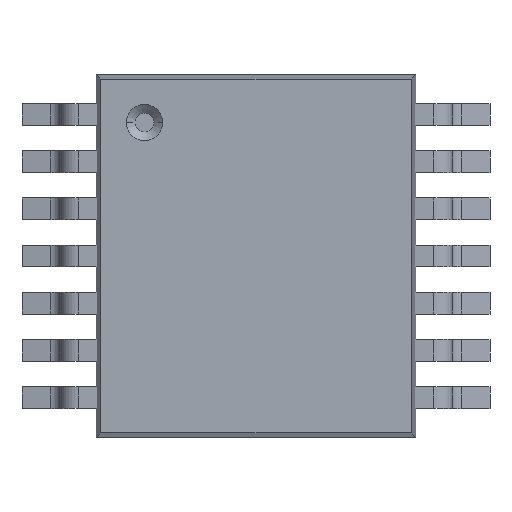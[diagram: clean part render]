
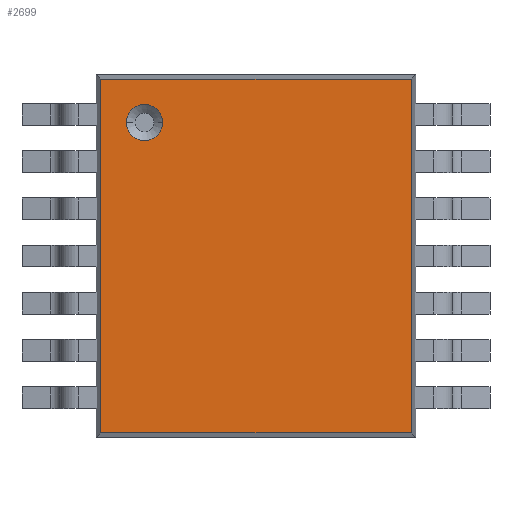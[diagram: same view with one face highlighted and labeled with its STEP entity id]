
A CAD part, top view. The second image highlights one B-rep face of the part: STEP entity #2699.
In plain terms, the highlighted planar face has unit normal (0, 0, 1).
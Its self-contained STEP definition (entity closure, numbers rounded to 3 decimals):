
#2270 = VERTEX_POINT ( 'NONE', #4863 ) ;
#2317 = EDGE_LOOP ( 'NONE', ( #2695, #2318, #2751, #2647 ) ) ;
#2318 = ORIENTED_EDGE ( 'NONE', *, *, #2714, .F. ) ;
#2321 = EDGE_CURVE ( 'NONE', #2270, #2349, #4989, .T. ) ;
#2349 = VERTEX_POINT ( 'NONE', #4966 ) ;
#2646 = VERTEX_POINT ( 'NONE', #5237 ) ;
#2647 = ORIENTED_EDGE ( 'NONE', *, *, #2648, .T. ) ;
#2648 = EDGE_CURVE ( 'NONE', #2708, #2646, #5128, .T. ) ;
#2649 = EDGE_CURVE ( 'NONE', #2646, #2689, #5479, .T. ) ;
#2651 = ORIENTED_EDGE ( 'NONE', *, *, #2321, .F. ) ;
#2689 = VERTEX_POINT ( 'NONE', #5748 ) ;
#2695 = ORIENTED_EDGE ( 'NONE', *, *, #2649, .T. ) ;
#2696 = EDGE_LOOP ( 'NONE', ( #2716, #2651 ) ) ;
#2699 = ADVANCED_FACE ( 'NONE', ( #5753, #5752 ), #5729, .F. ) ;
#2708 = VERTEX_POINT ( 'NONE', #5692 ) ;
#2714 = EDGE_CURVE ( 'NONE', #2718, #2689, #5737, .T. ) ;
#2716 = ORIENTED_EDGE ( 'NONE', *, *, #2779, .F. ) ;
#2718 = VERTEX_POINT ( 'NONE', #5704 ) ;
#2751 = ORIENTED_EDGE ( 'NONE', *, *, #2752, .F. ) ;
#2752 = EDGE_CURVE ( 'NONE', #2708, #2718, #5652, .T. ) ;
#2779 = EDGE_CURVE ( 'NONE', #2349, #2270, #5635, .T. ) ;
#4863 = CARTESIAN_POINT ( 'NONE',  ( -1.787, 1.837, 0.9 ) ) ;
#4928 = DIRECTION ( 'NONE',  ( 1., 0., 0. ) ) ;
#4966 = CARTESIAN_POINT ( 'NONE',  ( -1.287, 1.837, 0.9 ) ) ;
#4989 = CIRCLE ( 'NONE', #4992, 0.25 ) ;
#4990 = DIRECTION ( 'NONE',  ( 0., 0., 1. ) ) ;
#4991 = CARTESIAN_POINT ( 'NONE',  ( -1.537, 1.837, 0.9 ) ) ;
#4992 = AXIS2_PLACEMENT_3D ( 'NONE', #4991, #4990, #4928 ) ;
#5128 = LINE ( 'NONE', #5131, #5130 ) ;
#5130 = VECTOR ( 'NONE', #5136, 1000. ) ;
#5131 = CARTESIAN_POINT ( 'NONE',  ( -2.137, 2.5, 0.9 ) ) ;
#5136 = DIRECTION ( 'NONE',  ( 0., -1., 0. ) ) ;
#5237 = CARTESIAN_POINT ( 'NONE',  ( -2.137, -2.437, 0.9 ) ) ;
#5479 = LINE ( 'NONE', #5547, #5546 ) ;
#5546 = VECTOR ( 'NONE', #5548, 1000. ) ;
#5547 = CARTESIAN_POINT ( 'NONE',  ( -2.2, -2.437, 0.9 ) ) ;
#5548 = DIRECTION ( 'NONE',  ( 1., 0., 0. ) ) ;
#5631 = DIRECTION ( 'NONE',  ( 1., 0., 0. ) ) ;
#5632 = DIRECTION ( 'NONE',  ( 0., 0., 1. ) ) ;
#5633 = CARTESIAN_POINT ( 'NONE',  ( -1.537, 1.837, 0.9 ) ) ;
#5634 = AXIS2_PLACEMENT_3D ( 'NONE', #5633, #5632, #5631 ) ;
#5635 = CIRCLE ( 'NONE', #5634, 0.25 ) ;
#5647 = DIRECTION ( 'NONE',  ( -1., 0., 0. ) ) ;
#5651 = CARTESIAN_POINT ( 'NONE',  ( -2.2, 2.437, 0.9 ) ) ;
#5652 = LINE ( 'NONE', #5651, #5685 ) ;
#5684 = DIRECTION ( 'NONE',  ( 1., 0., 0. ) ) ;
#5685 = VECTOR ( 'NONE', #5684, 1000. ) ;
#5692 = CARTESIAN_POINT ( 'NONE',  ( -2.137, 2.437, 0.9 ) ) ;
#5704 = CARTESIAN_POINT ( 'NONE',  ( 2.137, 2.437, 0.9 ) ) ;
#5726 = DIRECTION ( 'NONE',  ( 0., 0., -1. ) ) ;
#5727 = CARTESIAN_POINT ( 'NONE',  ( 2.2, 2.5, 0.9 ) ) ;
#5728 = AXIS2_PLACEMENT_3D ( 'NONE', #5727, #5726, #5647 ) ;
#5729 = PLANE ( 'NONE',  #5728 ) ;
#5734 = DIRECTION ( 'NONE',  ( 0., -1., 0. ) ) ;
#5735 = VECTOR ( 'NONE', #5734, 1000. ) ;
#5736 = CARTESIAN_POINT ( 'NONE',  ( 2.137, 2.5, 0.9 ) ) ;
#5737 = LINE ( 'NONE', #5736, #5735 ) ;
#5748 = CARTESIAN_POINT ( 'NONE',  ( 2.137, -2.437, 0.9 ) ) ;
#5752 = FACE_OUTER_BOUND ( 'NONE', #2317, .T. ) ;
#5753 = FACE_BOUND ( 'NONE', #2696, .T. ) ;
